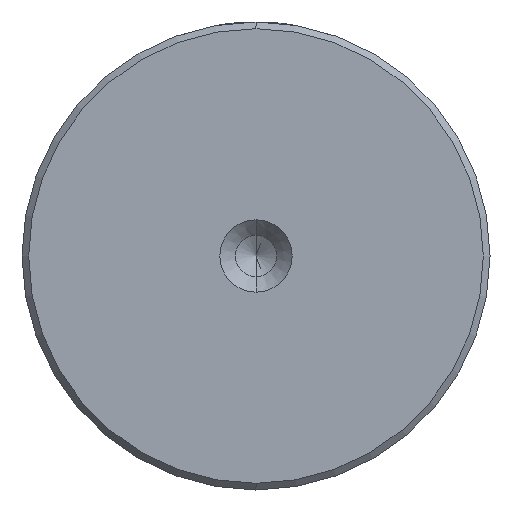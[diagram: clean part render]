
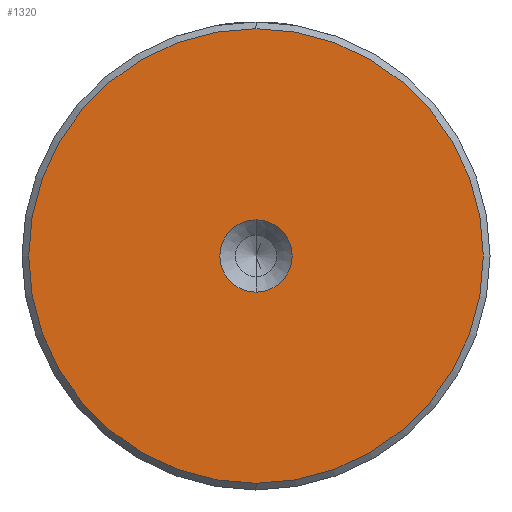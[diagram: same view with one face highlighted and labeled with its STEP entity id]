
A CAD part, left-side view. The second image highlights one B-rep face of the part: STEP entity #1320.
In plain terms, the highlighted planar face has unit normal (-1, 0, 0).
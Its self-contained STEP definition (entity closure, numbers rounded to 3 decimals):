
#10 = VERTEX_POINT ( 'NONE', #1337 ) ;
#84 = CARTESIAN_POINT ( 'NONE',  ( 0., 0., -2.7 ) ) ;
#168 = ORIENTED_EDGE ( 'NONE', *, *, #886, .F. ) ;
#197 = ORIENTED_EDGE ( 'NONE', *, *, #950, .T. ) ;
#213 = EDGE_CURVE ( 'NONE', #564, #10, #1248, .T. ) ;
#409 = EDGE_LOOP ( 'NONE', ( #1213, #168 ) ) ;
#564 = VERTEX_POINT ( 'NONE', #2249 ) ;
#603 = AXIS2_PLACEMENT_3D ( 'NONE', #1070, #2073, #1366 ) ;
#618 = DIRECTION ( 'NONE',  ( -1., 0., 0. ) ) ;
#692 = DIRECTION ( 'NONE',  ( 0., 0., 1. ) ) ;
#886 = EDGE_CURVE ( 'NONE', #1797, #2267, #1663, .T. ) ;
#950 = EDGE_CURVE ( 'NONE', #10, #564, #2030, .T. ) ;
#956 = FACE_OUTER_BOUND ( 'NONE', #1748, .T. ) ;
#1050 = DIRECTION ( 'NONE',  ( 0., 0., 1. ) ) ;
#1070 = CARTESIAN_POINT ( 'NONE',  ( 0., 0., 0. ) ) ;
#1101 = CARTESIAN_POINT ( 'NONE',  ( 0., 0., 2.7 ) ) ;
#1136 = DIRECTION ( 'NONE',  ( -1., 0., 0. ) ) ;
#1145 = CARTESIAN_POINT ( 'NONE',  ( 0., 0., 0. ) ) ;
#1213 = ORIENTED_EDGE ( 'NONE', *, *, #2012, .F. ) ;
#1222 = DIRECTION ( 'NONE',  ( 0., 0., 1. ) ) ;
#1248 = CIRCLE ( 'NONE', #1798, 17. ) ;
#1308 = ORIENTED_EDGE ( 'NONE', *, *, #213, .T. ) ;
#1320 = ADVANCED_FACE ( 'NONE', ( #956, #1825 ), #1917, .T. ) ;
#1337 = CARTESIAN_POINT ( 'NONE',  ( 0., 0., -17. ) ) ;
#1366 = DIRECTION ( 'NONE',  ( 0., 0., 1. ) ) ;
#1387 = DIRECTION ( 'NONE',  ( -1., 0., 0. ) ) ;
#1412 = AXIS2_PLACEMENT_3D ( 'NONE', #1667, #618, #1846 ) ;
#1663 = CIRCLE ( 'NONE', #2065, 2.7 ) ;
#1667 = CARTESIAN_POINT ( 'NONE',  ( 0., 0., 0. ) ) ;
#1730 = AXIS2_PLACEMENT_3D ( 'NONE', #1737, #2272, #1222 ) ;
#1732 = CARTESIAN_POINT ( 'NONE',  ( 0., 0., 0. ) ) ;
#1737 = CARTESIAN_POINT ( 'NONE',  ( 0., 0., 0. ) ) ;
#1748 = EDGE_LOOP ( 'NONE', ( #197, #1308 ) ) ;
#1797 = VERTEX_POINT ( 'NONE', #84 ) ;
#1798 = AXIS2_PLACEMENT_3D ( 'NONE', #1145, #1136, #1050 ) ;
#1825 = FACE_BOUND ( 'NONE', #409, .T. ) ;
#1846 = DIRECTION ( 'NONE',  ( 0., 0., 1. ) ) ;
#1917 = PLANE ( 'NONE',  #1730 ) ;
#2012 = EDGE_CURVE ( 'NONE', #2267, #1797, #2098, .T. ) ;
#2030 = CIRCLE ( 'NONE', #603, 17. ) ;
#2065 = AXIS2_PLACEMENT_3D ( 'NONE', #1732, #1387, #692 ) ;
#2073 = DIRECTION ( 'NONE',  ( -1., 0., 0. ) ) ;
#2098 = CIRCLE ( 'NONE', #1412, 2.7 ) ;
#2249 = CARTESIAN_POINT ( 'NONE',  ( 0., 0., 17. ) ) ;
#2267 = VERTEX_POINT ( 'NONE', #1101 ) ;
#2272 = DIRECTION ( 'NONE',  ( -1., 0., 0. ) ) ;
